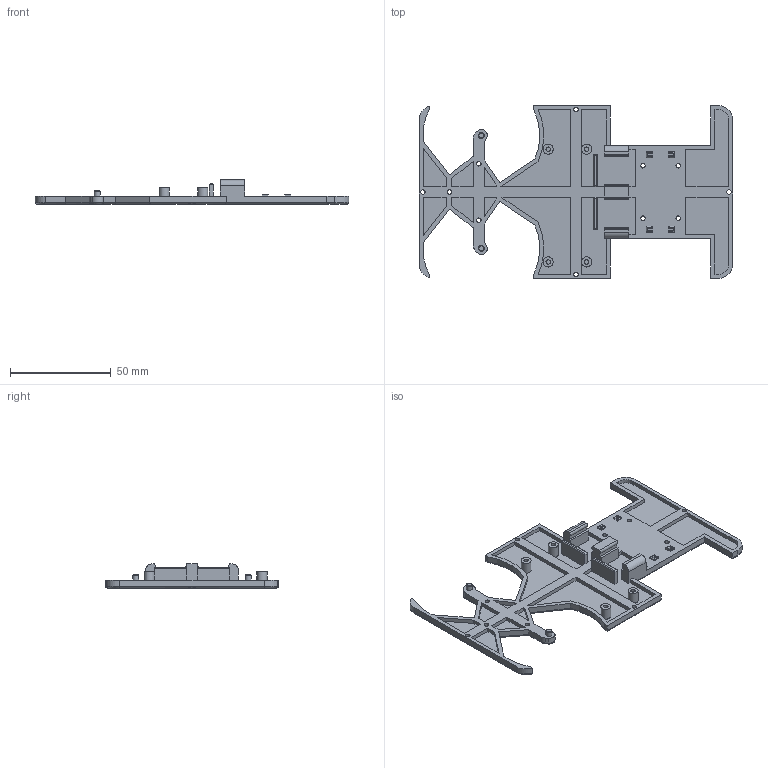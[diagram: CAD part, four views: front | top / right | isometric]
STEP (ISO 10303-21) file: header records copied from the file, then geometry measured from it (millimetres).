
FILE_DESCRIPTION(/* description */ (''),/* implementation_level */ '2;1');
FILE_NAME(/* name */ 'Undercarriage.step',/* time_stamp */ '2023-01-29T12:10:13-08:00',/* author */ (''),/* organization */ (''),/* preprocessor_version */ 'ST-DEVELOPER v19',/* originating_system */ 'Autodesk Translation Framework v11.7.0.108',/* authorisation */ '');
FILE_SCHEMA (('AUTOMOTIVE_DESIGN { 1 0 10303 214 3 1 1 }'));
Length unit declared in the file: millimetre
Products named in the file (1): Undercarriage
Bounding box: 155.7 x 85.7 x 12 mm (x, y, z)
Volume: 25930 mm3; surface area: 23314.1 mm2
Topology: 5 solids, 5 shells, 339 faces, 846 edges, 529 vertices
Faces by surface type: plane 185, cylinder 115, torus 16, bspline 12, cone 11
Full cylindrical faces by diameter (mm): 2.2 x15, 3 x2, 5 x4
Entity records: 10458 total; most frequent: CARTESIAN_POINT 2260, ORIENTED_EDGE 1692, DIRECTION 1661, EDGE_CURVE 846, LINE 609, VECTOR 609, VERTEX_POINT 529, AXIS2_PLACEMENT_3D 526
